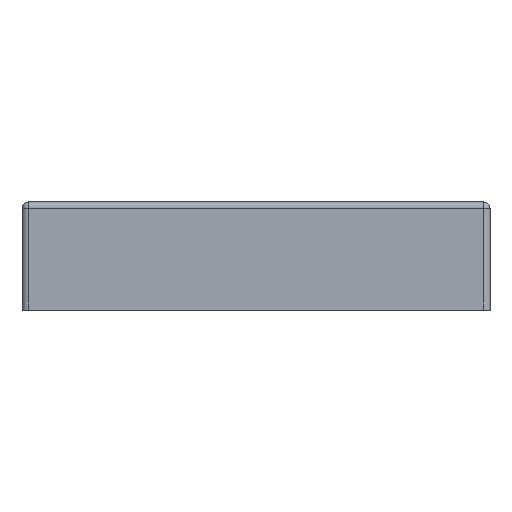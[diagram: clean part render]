
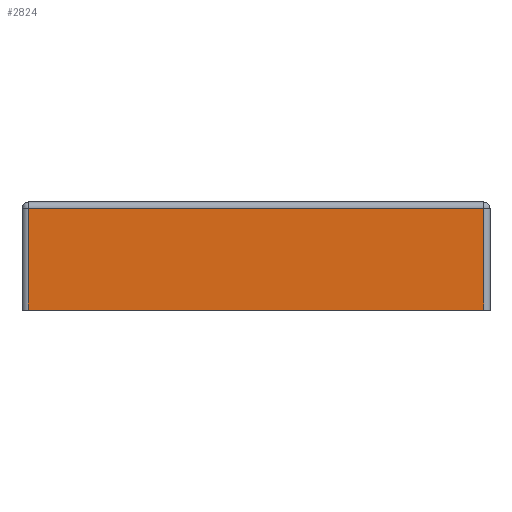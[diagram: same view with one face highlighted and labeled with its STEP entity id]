
A CAD part, left-side view. The second image highlights one B-rep face of the part: STEP entity #2824.
In plain terms, the highlighted planar face has unit normal (-1, 0, 0).
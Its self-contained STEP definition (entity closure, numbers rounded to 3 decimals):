
#950=DIRECTION('',(0.,0.,1.));
#951=VECTOR('',#950,6.6);
#952=CARTESIAN_POINT('',(-25.6,-14.75,0.));
#953=LINE('',#952,#951);
#954=DIRECTION('',(0.,1.,0.));
#955=VECTOR('',#954,29.5);
#956=CARTESIAN_POINT('',(-25.6,-14.75,0.));
#957=LINE('',#956,#955);
#958=DIRECTION('',(0.,0.,1.));
#959=VECTOR('',#958,6.6);
#960=CARTESIAN_POINT('',(-25.6,14.75,0.));
#961=LINE('',#960,#959);
#962=DIRECTION('',(0.,-1.,0.));
#963=VECTOR('',#962,29.5);
#964=CARTESIAN_POINT('',(-25.6,14.75,6.6));
#965=LINE('',#964,#963);
#1305=CARTESIAN_POINT('',(-25.6,-14.75,0.));
#1306=VERTEX_POINT('',#1305);
#1307=CARTESIAN_POINT('',(-25.6,-14.75,6.6));
#1308=VERTEX_POINT('',#1307);
#1309=CARTESIAN_POINT('',(-25.6,14.75,0.));
#1310=VERTEX_POINT('',#1309);
#1337=CARTESIAN_POINT('',(-25.6,14.75,6.6));
#1338=VERTEX_POINT('',#1337);
#2812=CARTESIAN_POINT('',(-25.6,-15.,7.));
#2813=DIRECTION('',(1.,0.,0.));
#2814=DIRECTION('',(0.,0.,-1.));
#2815=AXIS2_PLACEMENT_3D('',#2812,#2813,#2814);
#2816=PLANE('',#2815);
#2817=ORIENTED_EDGE('',*,*,#1754,.F.);
#2818=ORIENTED_EDGE('',*,*,#1777,.T.);
#2820=ORIENTED_EDGE('',*,*,#2819,.T.);
#2821=ORIENTED_EDGE('',*,*,#2559,.T.);
#2822=EDGE_LOOP('',(#2817,#2818,#2820,#2821));
#2823=FACE_OUTER_BOUND('',#2822,.F.);
#1754=EDGE_CURVE('',#1306,#1308,#953,.T.);
#1777=EDGE_CURVE('',#1306,#1310,#957,.T.);
#2559=EDGE_CURVE('',#1338,#1308,#965,.T.);
#2819=EDGE_CURVE('',#1310,#1338,#961,.T.);
#2824=ADVANCED_FACE('',(#2823),#2816,.F.);
